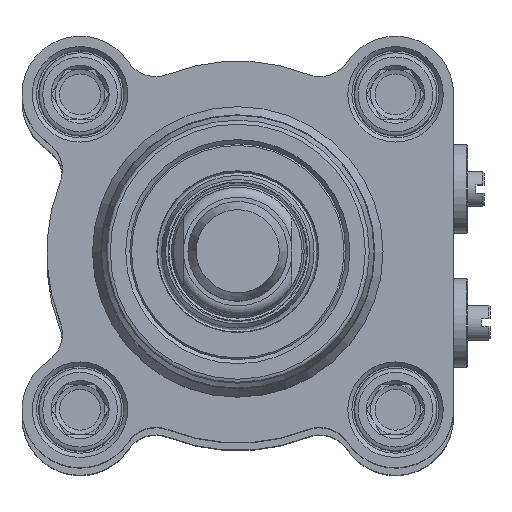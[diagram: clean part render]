
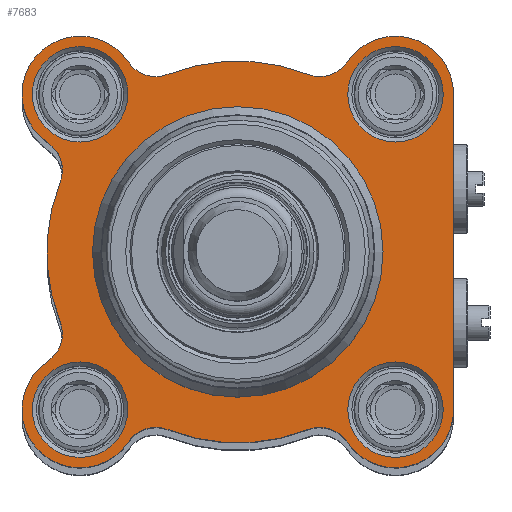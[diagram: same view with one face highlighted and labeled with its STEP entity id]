
A CAD part, top view. The second image highlights one B-rep face of the part: STEP entity #7683.
In plain terms, the highlighted planar face has unit normal (0, 0, 1).
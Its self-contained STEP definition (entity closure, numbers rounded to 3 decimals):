
#7492=CARTESIAN_POINT('',(-13.25,19.0,36.8));
#7493=VERTEX_POINT('',#7492);
#7494=CARTESIAN_POINT('',(-19.0,19.0,36.8));
#7495=DIRECTION('',(0.0,0.0,1.0));
#7496=DIRECTION('',(-1.0,0.0,0.0));
#7497=AXIS2_PLACEMENT_3D('',#7494,#7495,#7496);
#7498=CIRCLE('',#7497,5.75);
#7499=EDGE_CURVE('',#7493,#7493,#7498,.T.);
#7504=CARTESIAN_POINT('',(20.25,0.0,36.8));
#7505=DIRECTION('',(0.0,0.0,1.0));
#7506=DIRECTION('',(1.0,0.0,0.0));
#7507=AXIS2_PLACEMENT_3D('',#7504,#7505,#7506);
#7508=PLANE('',#7507);
#7509=CARTESIAN_POINT('',(8.406,21.409,36.8));
#7510=VERTEX_POINT('',#7509);
#7511=CARTESIAN_POINT('',(-8.406,21.409,36.8));
#7512=VERTEX_POINT('',#7511);
#7513=CARTESIAN_POINT('',(0.0,0.0,36.8));
#7514=DIRECTION('',(0.0,0.0,1.0));
#7515=DIRECTION('',(1.0,0.0,0.0));
#7516=AXIS2_PLACEMENT_3D('',#7513,#7514,#7515);
#7517=CIRCLE('',#7516,23.);
#7518=EDGE_CURVE('',#7510,#7512,#7517,.T.);
#7519=ORIENTED_EDGE('',*,*,#7518,.T.);
#7520=CARTESIAN_POINT('',(-13.189,22.902,36.8));
#7521=VERTEX_POINT('',#7520);
#7522=CARTESIAN_POINT('',(-9.868,25.132,36.8));
#7523=DIRECTION('',(0.0,0.0,1.0));
#7524=DIRECTION('',(-0.298,-0.955,0.0));
#7525=AXIS2_PLACEMENT_3D('',#7522,#7523,#7524);
#7526=CIRCLE('',#7525,4.0);
#7527=EDGE_CURVE('',#7521,#7512,#7526,.T.);
#7528=ORIENTED_EDGE('',*,*,#7527,.F.);
#7529=CARTESIAN_POINT('',(-22.902,13.189,36.8));
#7530=VERTEX_POINT('',#7529);
#7531=CARTESIAN_POINT('',(-19.0,19.0,36.8));
#7532=DIRECTION('',(0.0,0.0,-1.0));
#7533=DIRECTION('',(1.0,0.0,0.0));
#7534=AXIS2_PLACEMENT_3D('',#7531,#7532,#7533);
#7535=CIRCLE('',#7534,7.);
#7536=EDGE_CURVE('',#7530,#7521,#7535,.T.);
#7537=ORIENTED_EDGE('',*,*,#7536,.F.);
#7538=CARTESIAN_POINT('',(-21.409,8.406,36.8));
#7539=VERTEX_POINT('',#7538);
#7540=CARTESIAN_POINT('',(-25.132,9.868,36.8));
#7541=DIRECTION('',(0.0,0.0,1.0));
#7542=DIRECTION('',(0.955,0.298,0.0));
#7543=AXIS2_PLACEMENT_3D('',#7540,#7541,#7542);
#7544=CIRCLE('',#7543,4.0);
#7545=EDGE_CURVE('',#7539,#7530,#7544,.T.);
#7546=ORIENTED_EDGE('',*,*,#7545,.F.);
#7547=CARTESIAN_POINT('',(-21.409,-8.406,36.8));
#7548=VERTEX_POINT('',#7547);
#7549=CARTESIAN_POINT('',(0.0,0.0,36.8));
#7550=DIRECTION('',(0.0,0.0,1.0));
#7551=DIRECTION('',(1.0,0.0,0.0));
#7552=AXIS2_PLACEMENT_3D('',#7549,#7550,#7551);
#7553=CIRCLE('',#7552,23.);
#7554=EDGE_CURVE('',#7539,#7548,#7553,.T.);
#7555=ORIENTED_EDGE('',*,*,#7554,.T.);
#7556=CARTESIAN_POINT('',(-22.902,-13.189,36.8));
#7557=VERTEX_POINT('',#7556);
#7558=CARTESIAN_POINT('',(-25.132,-9.868,36.8));
#7559=DIRECTION('',(0.0,0.0,1.0));
#7560=DIRECTION('',(0.955,-0.298,0.0));
#7561=AXIS2_PLACEMENT_3D('',#7558,#7559,#7560);
#7562=CIRCLE('',#7561,4.0);
#7563=EDGE_CURVE('',#7557,#7548,#7562,.T.);
#7564=ORIENTED_EDGE('',*,*,#7563,.F.);
#7565=CARTESIAN_POINT('',(-13.189,-22.902,36.8));
#7566=VERTEX_POINT('',#7565);
#7567=CARTESIAN_POINT('',(-19.0,-19.0,36.8));
#7568=DIRECTION('',(0.0,0.0,-1.0));
#7569=DIRECTION('',(1.0,0.0,0.0));
#7570=AXIS2_PLACEMENT_3D('',#7567,#7568,#7569);
#7571=CIRCLE('',#7570,7.);
#7572=EDGE_CURVE('',#7566,#7557,#7571,.T.);
#7573=ORIENTED_EDGE('',*,*,#7572,.F.);
#7574=CARTESIAN_POINT('',(-8.406,-21.409,36.8));
#7575=VERTEX_POINT('',#7574);
#7576=CARTESIAN_POINT('',(-9.868,-25.132,36.8));
#7577=DIRECTION('',(0.0,0.0,1.0));
#7578=DIRECTION('',(-0.298,0.955,0.0));
#7579=AXIS2_PLACEMENT_3D('',#7576,#7577,#7578);
#7580=CIRCLE('',#7579,4.0);
#7581=EDGE_CURVE('',#7575,#7566,#7580,.T.);
#7582=ORIENTED_EDGE('',*,*,#7581,.F.);
#7583=CARTESIAN_POINT('',(8.406,-21.409,36.8));
#7584=VERTEX_POINT('',#7583);
#7585=CARTESIAN_POINT('',(0.0,0.0,36.8));
#7586=DIRECTION('',(0.0,0.0,1.0));
#7587=DIRECTION('',(1.0,0.0,0.0));
#7588=AXIS2_PLACEMENT_3D('',#7585,#7586,#7587);
#7589=CIRCLE('',#7588,23.);
#7590=EDGE_CURVE('',#7575,#7584,#7589,.T.);
#7591=ORIENTED_EDGE('',*,*,#7590,.T.);
#7592=CARTESIAN_POINT('',(13.189,-22.902,36.8));
#7593=VERTEX_POINT('',#7592);
#7594=CARTESIAN_POINT('',(9.868,-25.132,36.8));
#7595=DIRECTION('',(0.0,0.0,1.0));
#7596=DIRECTION('',(0.298,0.955,0.0));
#7597=AXIS2_PLACEMENT_3D('',#7594,#7595,#7596);
#7598=CIRCLE('',#7597,4.0);
#7599=EDGE_CURVE('',#7593,#7584,#7598,.T.);
#7600=ORIENTED_EDGE('',*,*,#7599,.F.);
#7601=CARTESIAN_POINT('',(26.,-19.0,36.8));
#7602=VERTEX_POINT('',#7601);
#7603=CARTESIAN_POINT('',(19.0,-19.0,36.8));
#7604=DIRECTION('',(0.0,0.0,-1.0));
#7605=DIRECTION('',(1.0,0.0,0.0));
#7606=AXIS2_PLACEMENT_3D('',#7603,#7604,#7605);
#7607=CIRCLE('',#7606,7.);
#7608=EDGE_CURVE('',#7602,#7593,#7607,.T.);
#7609=ORIENTED_EDGE('',*,*,#7608,.F.);
#7610=CARTESIAN_POINT('',(26.0,19.,36.8));
#7611=VERTEX_POINT('',#7610);
#7612=CARTESIAN_POINT('',(26.0,19.,36.8));
#7613=DIRECTION('',(0.0,-1.0,0.0));
#7614=VECTOR('',#7613,38.);
#7615=LINE('',#7612,#7614);
#7616=EDGE_CURVE('',#7611,#7602,#7615,.T.);
#7617=ORIENTED_EDGE('',*,*,#7616,.F.);
#7618=CARTESIAN_POINT('',(13.189,22.902,36.8));
#7619=VERTEX_POINT('',#7618);
#7620=CARTESIAN_POINT('',(19.0,19.0,36.8));
#7621=DIRECTION('',(0.0,0.0,-1.0));
#7622=DIRECTION('',(1.0,0.0,0.0));
#7623=AXIS2_PLACEMENT_3D('',#7620,#7621,#7622);
#7624=CIRCLE('',#7623,7.);
#7625=EDGE_CURVE('',#7619,#7611,#7624,.T.);
#7626=ORIENTED_EDGE('',*,*,#7625,.F.);
#7627=CARTESIAN_POINT('',(9.868,25.132,36.8));
#7628=DIRECTION('',(0.0,0.0,1.0));
#7629=DIRECTION('',(0.298,-0.955,0.0));
#7630=AXIS2_PLACEMENT_3D('',#7627,#7628,#7629);
#7631=CIRCLE('',#7630,4.0);
#7632=EDGE_CURVE('',#7510,#7619,#7631,.T.);
#7633=ORIENTED_EDGE('',*,*,#7632,.F.);
#7634=EDGE_LOOP('',(#7519,#7528,#7537,#7546,#7555,#7564,#7573,#7582,#7591,#7600,#7609,#7617,#7626,#7633));
#7635=FACE_OUTER_BOUND('',#7634,.T.);
#7636=CARTESIAN_POINT('',(-13.25,-19.0,36.8));
#7637=VERTEX_POINT('',#7636);
#7638=CARTESIAN_POINT('',(-19.0,-19.0,36.8));
#7639=DIRECTION('',(0.0,0.0,1.0));
#7640=DIRECTION('',(-1.0,0.0,0.0));
#7641=AXIS2_PLACEMENT_3D('',#7638,#7639,#7640);
#7642=CIRCLE('',#7641,5.75);
#7643=EDGE_CURVE('',#7637,#7637,#7642,.T.);
#7644=ORIENTED_EDGE('',*,*,#7643,.F.);
#7645=EDGE_LOOP('',(#7644));
#7646=FACE_BOUND('',#7645,.T.);
#7647=CARTESIAN_POINT('',(24.75,19.0,36.8));
#7648=VERTEX_POINT('',#7647);
#7649=CARTESIAN_POINT('',(19.0,19.0,36.8));
#7650=DIRECTION('',(0.0,0.0,1.0));
#7651=DIRECTION('',(-1.0,0.0,0.0));
#7652=AXIS2_PLACEMENT_3D('',#7649,#7650,#7651);
#7653=CIRCLE('',#7652,5.75);
#7654=EDGE_CURVE('',#7648,#7648,#7653,.T.);
#7655=ORIENTED_EDGE('',*,*,#7654,.F.);
#7656=EDGE_LOOP('',(#7655));
#7657=FACE_BOUND('',#7656,.T.);
#7658=CARTESIAN_POINT('',(17.5,0.0,36.8));
#7659=VERTEX_POINT('',#7658);
#7660=CARTESIAN_POINT('',(0.0,0.0,36.8));
#7661=DIRECTION('',(0.0,0.0,1.0));
#7662=DIRECTION('',(1.0,0.0,0.0));
#7663=AXIS2_PLACEMENT_3D('',#7660,#7661,#7662);
#7664=CIRCLE('',#7663,17.5);
#7665=EDGE_CURVE('',#7659,#7659,#7664,.T.);
#7666=ORIENTED_EDGE('',*,*,#7665,.F.);
#7667=EDGE_LOOP('',(#7666));
#7668=FACE_BOUND('',#7667,.T.);
#7669=CARTESIAN_POINT('',(24.75,-19.0,36.8));
#7670=VERTEX_POINT('',#7669);
#7671=CARTESIAN_POINT('',(19.0,-19.0,36.8));
#7672=DIRECTION('',(0.0,0.0,1.0));
#7673=DIRECTION('',(-1.0,0.0,0.0));
#7674=AXIS2_PLACEMENT_3D('',#7671,#7672,#7673);
#7675=CIRCLE('',#7674,5.75);
#7676=EDGE_CURVE('',#7670,#7670,#7675,.T.);
#7677=ORIENTED_EDGE('',*,*,#7676,.F.);
#7678=EDGE_LOOP('',(#7677));
#7679=FACE_BOUND('',#7678,.T.);
#7680=ORIENTED_EDGE('',*,*,#7499,.F.);
#7681=EDGE_LOOP('',(#7680));
#7682=FACE_BOUND('',#7681,.T.);
#7683=ADVANCED_FACE('',(#7635,#7646,#7657,#7668,#7679,#7682),#7508,.T.);
